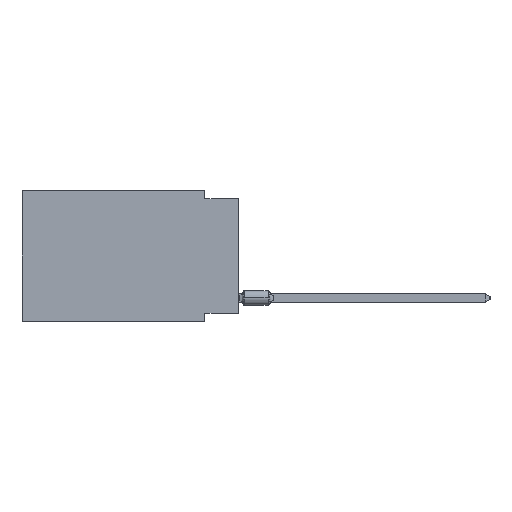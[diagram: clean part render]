
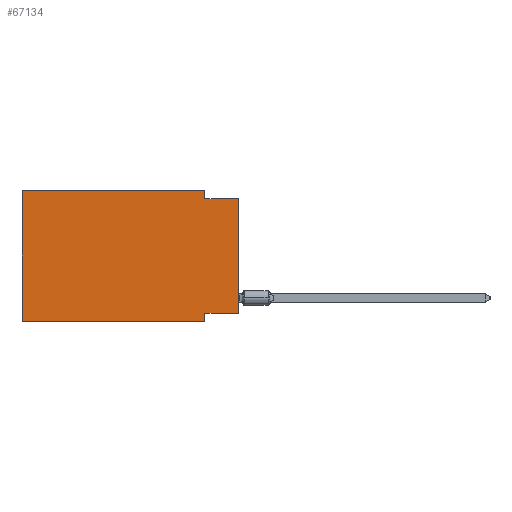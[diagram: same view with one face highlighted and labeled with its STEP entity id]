
A CAD part, left-side view. The second image highlights one B-rep face of the part: STEP entity #67134.
In plain terms, the highlighted planar face has unit normal (-1, 0, 0).
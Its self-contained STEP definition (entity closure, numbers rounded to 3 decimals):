
#4784 = FACE_OUTER_BOUND ( 'NONE', #76669, .T. ) ;
#4858 = EDGE_CURVE ( 'NONE', #61288, #10954, #69856, .T. ) ;
#5326 = LINE ( 'NONE', #38417, #60433 ) ;
#6117 = VECTOR ( 'NONE', #73310, 1000. ) ;
#7704 = VECTOR ( 'NONE', #55424, 1000. ) ;
#10218 = VECTOR ( 'NONE', #51103, 1000. ) ;
#10276 = CARTESIAN_POINT ( 'NONE',  ( 0., 2.54, -9.906 ) ) ;
#10954 = VERTEX_POINT ( 'NONE', #43132 ) ;
#12113 = CARTESIAN_POINT ( 'NONE',  ( 0., 16.383, -9.906 ) ) ;
#12609 = ORIENTED_EDGE ( 'NONE', *, *, #27904, .T. ) ;
#12881 = CARTESIAN_POINT ( 'NONE',  ( 0., 0., -9.271 ) ) ;
#15036 = EDGE_CURVE ( 'NONE', #55559, #17819, #42061, .T. ) ;
#16485 = VECTOR ( 'NONE', #34110, 1000. ) ;
#16957 = CARTESIAN_POINT ( 'NONE',  ( 0., 2.54, -9.906 ) ) ;
#17479 = DIRECTION ( 'NONE',  ( 0., 0., -1. ) ) ;
#17819 = VERTEX_POINT ( 'NONE', #41637 ) ;
#21791 = CARTESIAN_POINT ( 'NONE',  ( 0., 16.383, 0. ) ) ;
#22202 = LINE ( 'NONE', #21791, #16485 ) ;
#23363 = ORIENTED_EDGE ( 'NONE', *, *, #69327, .F. ) ;
#23410 = LINE ( 'NONE', #10276, #57633 ) ;
#24142 = ORIENTED_EDGE ( 'NONE', *, *, #26474, .F. ) ;
#24312 = DIRECTION ( 'NONE',  ( 0., 0., -1. ) ) ;
#24374 = EDGE_CURVE ( 'NONE', #10954, #39260, #22202, .T. ) ;
#26474 = EDGE_CURVE ( 'NONE', #74194, #17819, #5326, .T. ) ;
#26656 = CARTESIAN_POINT ( 'NONE',  ( 0., 0., -9.271 ) ) ;
#27904 = EDGE_CURVE ( 'NONE', #61288, #37810, #68180, .T. ) ;
#28191 = EDGE_CURVE ( 'NONE', #52578, #37810, #23410, .T. ) ;
#30672 = PLANE ( 'NONE',  #54873 ) ;
#32891 = ORIENTED_EDGE ( 'NONE', *, *, #15036, .T. ) ;
#33578 = DIRECTION ( 'NONE',  ( 0., 0., 1. ) ) ;
#34110 = DIRECTION ( 'NONE',  ( 0., -1., 0. ) ) ;
#35865 = CARTESIAN_POINT ( 'NONE',  ( 0., 16.383, -9.906 ) ) ;
#37810 = VERTEX_POINT ( 'NONE', #16957 ) ;
#38417 = CARTESIAN_POINT ( 'NONE',  ( 0., 0., -0.635 ) ) ;
#39260 = VERTEX_POINT ( 'NONE', #78530 ) ;
#40481 = VECTOR ( 'NONE', #33578, 1000. ) ;
#41637 = CARTESIAN_POINT ( 'NONE',  ( 0., 0., -0.635 ) ) ;
#42061 = LINE ( 'NONE', #67983, #40481 ) ;
#43132 = CARTESIAN_POINT ( 'NONE',  ( 0., 16.383, 0. ) ) ;
#48609 = EDGE_CURVE ( 'NONE', #55559, #52578, #77871, .T. ) ;
#49758 = CARTESIAN_POINT ( 'NONE',  ( 0., 2.54, 0. ) ) ;
#51055 = VECTOR ( 'NONE', #17479, 1000. ) ;
#51103 = DIRECTION ( 'NONE',  ( 0., 1., 0. ) ) ;
#52578 = VERTEX_POINT ( 'NONE', #75122 ) ;
#54873 = AXIS2_PLACEMENT_3D ( 'NONE', #56588, #63381, #24312 ) ;
#55424 = DIRECTION ( 'NONE',  ( 0., 0., 1. ) ) ;
#55559 = VERTEX_POINT ( 'NONE', #26656 ) ;
#56123 = LINE ( 'NONE', #49758, #51055 ) ;
#56588 = CARTESIAN_POINT ( 'NONE',  ( 0., 16.383, 0. ) ) ;
#57633 = VECTOR ( 'NONE', #68880, 1000. ) ;
#59602 = CARTESIAN_POINT ( 'NONE',  ( 0., 2.54, -0.635 ) ) ;
#60420 = ORIENTED_EDGE ( 'NONE', *, *, #28191, .F. ) ;
#60433 = VECTOR ( 'NONE', #83488, 1000. ) ;
#61288 = VERTEX_POINT ( 'NONE', #12113 ) ;
#62853 = ORIENTED_EDGE ( 'NONE', *, *, #24374, .F. ) ;
#63381 = DIRECTION ( 'NONE',  ( 1., 0., 0. ) ) ;
#63667 = ORIENTED_EDGE ( 'NONE', *, *, #4858, .F. ) ;
#67134 = ADVANCED_FACE ( 'NONE', ( #4784 ), #30672, .F. ) ;
#67263 = ORIENTED_EDGE ( 'NONE', *, *, #48609, .F. ) ;
#67983 = CARTESIAN_POINT ( 'NONE',  ( 0., 0., 0. ) ) ;
#68180 = LINE ( 'NONE', #35865, #6117 ) ;
#68880 = DIRECTION ( 'NONE',  ( 0., 0., -1. ) ) ;
#69327 = EDGE_CURVE ( 'NONE', #39260, #74194, #56123, .T. ) ;
#69431 = CARTESIAN_POINT ( 'NONE',  ( 0., 16.383, 0. ) ) ;
#69856 = LINE ( 'NONE', #69431, #7704 ) ;
#73310 = DIRECTION ( 'NONE',  ( 0., -1., 0. ) ) ;
#74194 = VERTEX_POINT ( 'NONE', #59602 ) ;
#75122 = CARTESIAN_POINT ( 'NONE',  ( 0., 2.54, -9.271 ) ) ;
#76669 = EDGE_LOOP ( 'NONE', ( #32891, #24142, #23363, #62853, #63667, #12609, #60420, #67263 ) ) ;
#77871 = LINE ( 'NONE', #12881, #10218 ) ;
#78530 = CARTESIAN_POINT ( 'NONE',  ( 0., 2.54, 0. ) ) ;
#83488 = DIRECTION ( 'NONE',  ( 0., -1., 0. ) ) ;
